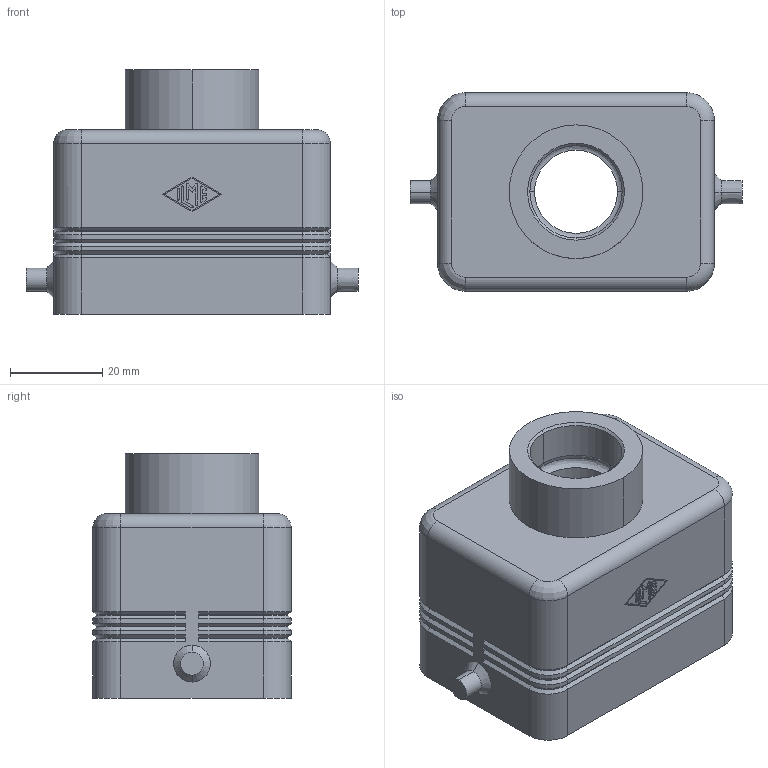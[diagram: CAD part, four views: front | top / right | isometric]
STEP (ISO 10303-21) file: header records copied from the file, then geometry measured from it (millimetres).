
FILE_DESCRIPTION(('Creo Elements/Direct Modeling STEP Export'),'2;1');
FILE_NAME('0lndrr043eke6fv3848','2016-06-29T 8:56:51',(''),(''),'PTC Creo Elements/Direct Modeling STEP processor for AP214 (Solid Model)','PTC Creo Elements/Direct Modeling 19.0B 21-Mar-2015 (C) Parametric Technology GmbH','');
FILE_SCHEMA(('AUTOMOTIVE_DESIGN { 1 0 10303 214 1 1 1 1 }'));
Length unit declared in the file: millimetre
Products named in the file (1): MHVR_06_L20
Bounding box: 72 x 43 x 53 mm (x, y, z)
Volume: 39280.6 mm3; surface area: 21698.2 mm2
Topology: 1 solids, 1 shells, 265 faces, 627 edges, 374 vertices
Faces by surface type: plane 119, bspline 60, cylinder 56, cone 28, torus 2
Entity records: 12317 total; most frequent: CARTESIAN_POINT 6515, ORIENTED_EDGE 1238, DIRECTION 1083, EDGE_CURVE 619, VECTOR 427, LINE 427, VERTEX_POINT 374, AXIS2_PLACEMENT_3D 328
